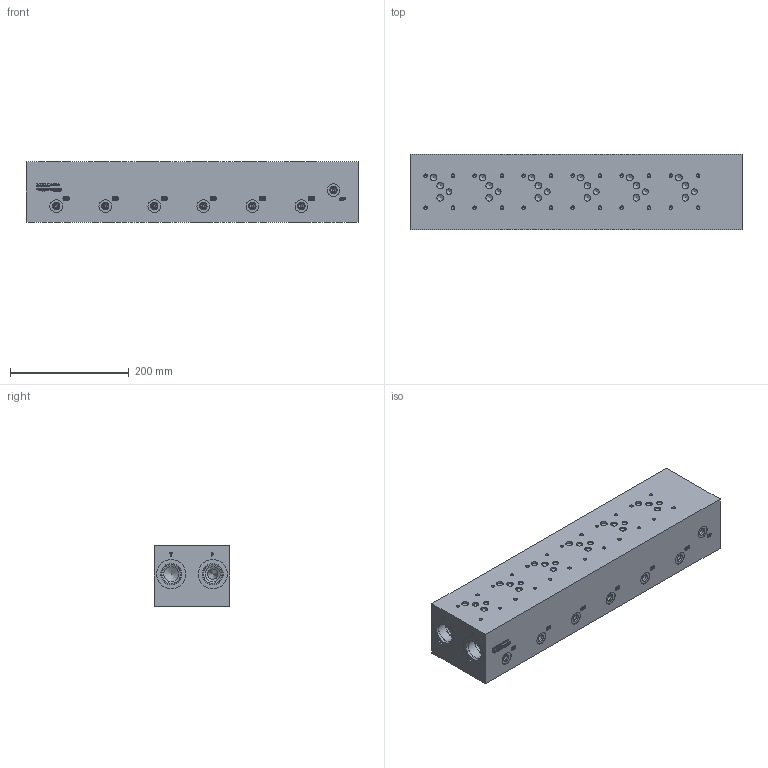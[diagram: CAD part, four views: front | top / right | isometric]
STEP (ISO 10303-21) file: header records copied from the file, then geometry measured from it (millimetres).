
FILE_DESCRIPTION(/* description */ (''),/* implementation_level */ '2;1');
FILE_NAME(/* name */ '_D05HPB063S.stp',/* time_stamp */ '2021-01-28T16:53:23-05:00',/* author */ ('alexanderw'),/* organization */ (''),/* preprocessor_version */ 'ST-DEVELOPER v17',/* originating_system */ 'Autodesk Inventor 2019',/* authorisation */ '');
FILE_SCHEMA (('AUTOMOTIVE_DESIGN { 1 0 10303 214 3 1 1 }'));
Products named in the file (1): Part_AD05HPB063S_3D
Bounding box: 558.8 x 127 x 101.6 mm (x, y, z)
Volume: 6753912 mm3; surface area: 357050.7 mm2
Topology: 1 solids, 1 shells, 1742 faces, 4724 edges, 3186 vertices
Faces by surface type: plane 807, bspline 511, cylinder 238, cone 186
Full cylindrical faces by diameter (mm): 5.004 x24, 5.994 x24, 7.925 x4, 9.525 x23, 9.881 x13, 11.125 x31, 12.395 x12, 21.285 x13, 22.225 x12, 24.917 x12, 25.4 x4, 26.99 x1, 27 x11, 27.432 x12, 28.575 x2, 31.267 x6, 33.34 x2, 33.35 x4, 33.757 x6, 35.509 x4, 42.037 x12, 49.124 x6
Entity records: 59102 total; most frequent: CARTESIAN_POINT 16753, ORIENTED_EDGE 9306, DIRECTION 6933, EDGE_CURVE 4653, VERTEX_POINT 3186, LINE 2739, VECTOR 2739, AXIS2_PLACEMENT_3D 2097
